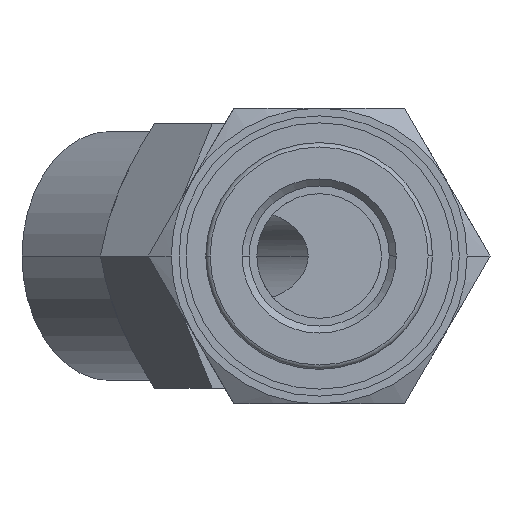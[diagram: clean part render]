
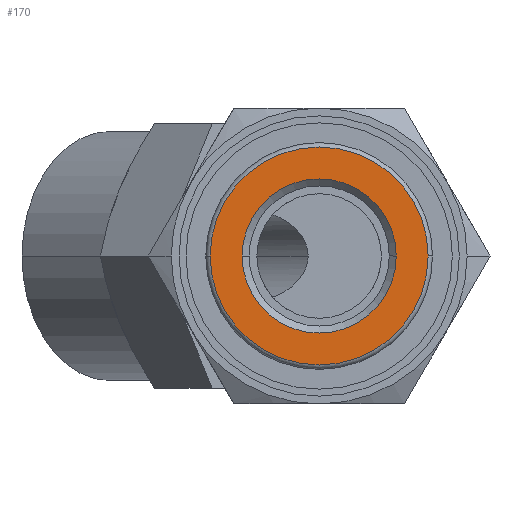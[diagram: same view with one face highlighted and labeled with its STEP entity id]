
A CAD part, front view. The second image highlights one B-rep face of the part: STEP entity #170.
In plain terms, the highlighted planar face has unit normal (0, -1, 0).
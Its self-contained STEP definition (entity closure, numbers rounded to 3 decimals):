
#170=ADVANCED_FACE('',(#386,#387),#388,.T.);
#386=FACE_BOUND('',#655,.T.);
#387=FACE_OUTER_BOUND('',#656,.T.);
#388=PLANE('',#657);
#655=EDGE_LOOP('',(#1082,#1083));
#656=EDGE_LOOP('',(#1084,#1085));
#657=AXIS2_PLACEMENT_3D('',#1086,#1087,#1088);
#1082=ORIENTED_EDGE('',*,*,#1676,.T.);
#1083=ORIENTED_EDGE('',*,*,#1677,.T.);
#1084=ORIENTED_EDGE('',*,*,#1608,.T.);
#1085=ORIENTED_EDGE('',*,*,#1551,.T.);
#1086=CARTESIAN_POINT('',(0.0,0.0,0.0));
#1087=DIRECTION('',(0.0,-1.0,0.0));
#1088=DIRECTION('',(1.0,0.0,0.));
#1551=EDGE_CURVE('',#1835,#1832,#1836,.T.);
#1608=EDGE_CURVE('',#1832,#1835,#1928,.T.);
#1676=EDGE_CURVE('',#2033,#2034,#2035,.T.);
#1677=EDGE_CURVE('',#2034,#2033,#2036,.T.);
#1832=VERTEX_POINT('',#2243);
#1835=VERTEX_POINT('',#2247);
#1836=CIRCLE('',#2248,7.0);
#1928=CIRCLE('',#2468,7.0);
#2033=VERTEX_POINT('',#2731);
#2034=VERTEX_POINT('',#2732);
#2035=CIRCLE('',#2733,4.95);
#2036=CIRCLE('',#2734,4.95);
#2243=CARTESIAN_POINT('',(-7.0,0.0,0.));
#2247=CARTESIAN_POINT('',(7.0,0.0,0.));
#2248=AXIS2_PLACEMENT_3D('',#3113,#3114,#3115);
#2468=AXIS2_PLACEMENT_3D('',#3193,#3194,#3195);
#2731=CARTESIAN_POINT('',(4.95,0.0,0.0));
#2732=CARTESIAN_POINT('',(-4.95,0.0,0.));
#2733=AXIS2_PLACEMENT_3D('',#3268,#3269,#3270);
#2734=AXIS2_PLACEMENT_3D('',#3271,#3272,#3273);
#3113=CARTESIAN_POINT('',(0.0,0.0,0.0));
#3114=DIRECTION('',(0.0,-1.0,-0.0));
#3115=DIRECTION('',(-1.0,0.0,0.));
#3193=CARTESIAN_POINT('',(0.0,0.0,0.0));
#3194=DIRECTION('',(0.0,-1.0,-0.0));
#3195=DIRECTION('',(-1.0,0.0,0.));
#3268=CARTESIAN_POINT('',(0.0,0.0,0.0));
#3269=DIRECTION('',(0.0,1.0,0.0));
#3270=DIRECTION('',(-1.0,0.0,0.));
#3271=CARTESIAN_POINT('',(0.0,0.0,0.0));
#3272=DIRECTION('',(0.0,1.0,0.0));
#3273=DIRECTION('',(-1.0,0.0,0.));
